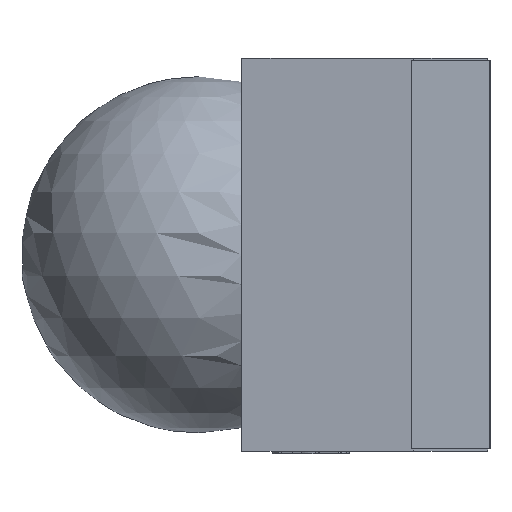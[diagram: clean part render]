
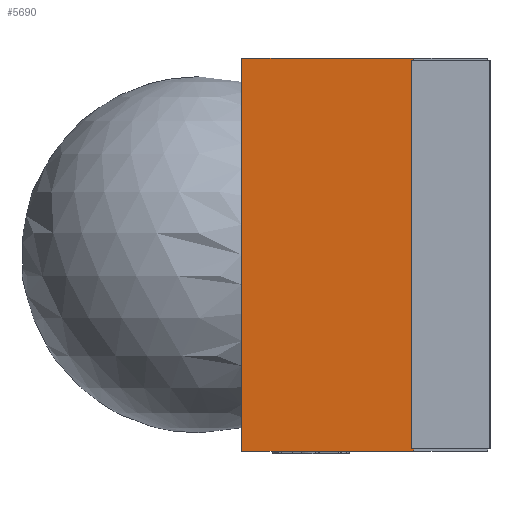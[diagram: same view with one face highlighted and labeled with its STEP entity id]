
A CAD part, left-side view. The second image highlights one B-rep face of the part: STEP entity #5690.
In plain terms, the highlighted planar face has unit normal (-0.996, 0.087, 0).
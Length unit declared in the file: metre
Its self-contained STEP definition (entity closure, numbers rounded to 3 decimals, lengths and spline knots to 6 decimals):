
#484=LINE('',#10909,#993);
#518=LINE('',#10980,#1027);
#640=LINE('',#11226,#1149);
#643=LINE('',#11232,#1152);
#645=LINE('',#11235,#1154);
#647=LINE('',#11239,#1156);
#654=LINE('',#11253,#1163);
#657=LINE('',#11261,#1166);
#658=LINE('',#11263,#1167);
#660=LINE('',#11267,#1169);
#661=LINE('',#11268,#1170);
#662=LINE('',#11270,#1171);
#993=VECTOR('',#9086,1.);
#1027=VECTOR('',#9142,1.);
#1149=VECTOR('',#9348,1.);
#1152=VECTOR('',#9351,1.);
#1154=VECTOR('',#9355,1.);
#1156=VECTOR('',#9359,1.);
#1163=VECTOR('',#9370,1.);
#1166=VECTOR('',#9377,1.);
#1167=VECTOR('',#9380,1.);
#1169=VECTOR('',#9384,1.);
#1170=VECTOR('',#9385,1.);
#1171=VECTOR('',#9388,1.);
#2569=ORIENTED_EDGE('',*,*,#3473,.T.);
#2570=ORIENTED_EDGE('',*,*,#3314,.T.);
#2571=ORIENTED_EDGE('',*,*,#3493,.T.);
#2572=ORIENTED_EDGE('',*,*,#3477,.T.);
#2573=ORIENTED_EDGE('',*,*,#3470,.T.);
#2574=ORIENTED_EDGE('',*,*,#3475,.T.);
#2575=ORIENTED_EDGE('',*,*,#3492,.T.);
#2576=ORIENTED_EDGE('',*,*,#3489,.F.);
#2577=ORIENTED_EDGE('',*,*,#3484,.F.);
#2578=ORIENTED_EDGE('',*,*,#3488,.F.);
#2579=ORIENTED_EDGE('',*,*,#3491,.T.);
#2580=ORIENTED_EDGE('',*,*,#3348,.T.);
#3314=EDGE_CURVE('',#3942,#3943,#484,.T.);
#3348=EDGE_CURVE('',#3966,#3967,#518,.T.);
#3470=EDGE_CURVE('',#4050,#4051,#640,.T.);
#3473=EDGE_CURVE('',#3967,#3942,#643,.T.);
#3475=EDGE_CURVE('',#4051,#4053,#645,.T.);
#3477=EDGE_CURVE('',#4054,#4050,#647,.T.);
#3484=EDGE_CURVE('',#4058,#4059,#654,.T.);
#3488=EDGE_CURVE('',#4061,#4058,#657,.T.);
#3489=EDGE_CURVE('',#4059,#4062,#658,.T.);
#3491=EDGE_CURVE('',#4061,#3966,#660,.T.);
#3492=EDGE_CURVE('',#4053,#4062,#661,.T.);
#3493=EDGE_CURVE('',#3943,#4054,#662,.T.);
#3942=VERTEX_POINT('',#10910);
#3943=VERTEX_POINT('',#10911);
#3966=VERTEX_POINT('',#10977);
#3967=VERTEX_POINT('',#10979);
#4050=VERTEX_POINT('',#11227);
#4051=VERTEX_POINT('',#11228);
#4053=VERTEX_POINT('',#11236);
#4054=VERTEX_POINT('',#11240);
#4058=VERTEX_POINT('',#11252);
#4059=VERTEX_POINT('',#11254);
#4061=VERTEX_POINT('',#11260);
#4062=VERTEX_POINT('',#11264);
#4592=EDGE_LOOP('',(#2569,#2570,#2571,#2572,#2573,#2574,#2575,#2576,#2577,
#2578,#2579,#2580));
#4901=FACE_BOUND('',#4592,.T.);
#5115=PLANE('',#8063);
#5690=ADVANCED_FACE('',(#4901),#5115,.F.);
#8063=AXIS2_PLACEMENT_3D('',#11273,#9392,#9393);
#9086=DIRECTION('',(-0.087,-0.996,0.));
#9142=DIRECTION('',(0.087,0.996,0.));
#9348=DIRECTION('',(0.,0.,1.));
#9351=DIRECTION('',(0.,0.,1.));
#9355=DIRECTION('',(-0.087,-0.996,0.));
#9359=DIRECTION('',(0.087,0.996,0.));
#9370=DIRECTION('',(0.,0.,1.));
#9377=DIRECTION('',(0.087,0.996,0.));
#9380=DIRECTION('',(-0.087,-0.996,0.));
#9384=DIRECTION('',(0.,0.,1.));
#9385=DIRECTION('',(0.,0.,1.));
#9388=DIRECTION('',(0.,0.,1.));
#9392=DIRECTION('',(0.996,-0.087,0.));
#9393=DIRECTION('',(0.,0.,1.));
#10909=CARTESIAN_POINT('',(-0.000739,0.00101,-0.000623));
#10910=CARTESIAN_POINT('',(-0.0008,0.000311,-0.000623));
#10911=CARTESIAN_POINT('',(-0.0008,0.00031,-0.000623));
#10977=CARTESIAN_POINT('',(-0.0008,0.00031,-0.000785));
#10979=CARTESIAN_POINT('',(-0.0008,0.000311,-0.000785));
#10980=CARTESIAN_POINT('',(-0.000739,0.00101,-0.000785));
#11226=CARTESIAN_POINT('',(-0.0008,0.000311,0.000005));
#11227=CARTESIAN_POINT('',(-0.0008,0.000311,0.000633));
#11228=CARTESIAN_POINT('',(-0.0008,0.000311,0.000795));
#11232=CARTESIAN_POINT('',(-0.0008,0.000311,0.000005));
#11235=CARTESIAN_POINT('',(-0.000739,0.00101,0.000795));
#11236=CARTESIAN_POINT('',(-0.0008,0.00031,0.000795));
#11239=CARTESIAN_POINT('',(-0.000739,0.00101,0.000633));
#11240=CARTESIAN_POINT('',(-0.0008,0.00031,0.000633));
#11252=CARTESIAN_POINT('',(-0.000739,0.00101,-0.000795));
#11253=CARTESIAN_POINT('',(-0.000739,0.00101,0.000005));
#11254=CARTESIAN_POINT('',(-0.000739,0.00101,0.000805));
#11260=CARTESIAN_POINT('',(-0.0008,0.00031,-0.000795));
#11261=CARTESIAN_POINT('',(-0.000739,0.00101,-0.000795));
#11263=CARTESIAN_POINT('',(-0.000739,0.00101,0.000805));
#11264=CARTESIAN_POINT('',(-0.0008,0.00031,0.000805));
#11267=CARTESIAN_POINT('',(-0.0008,0.00031,-0.000795));
#11268=CARTESIAN_POINT('',(-0.0008,0.00031,-0.000795));
#11270=CARTESIAN_POINT('',(-0.0008,0.00031,-0.000795));
#11273=CARTESIAN_POINT('',(-0.000739,0.00101,0.000005));
